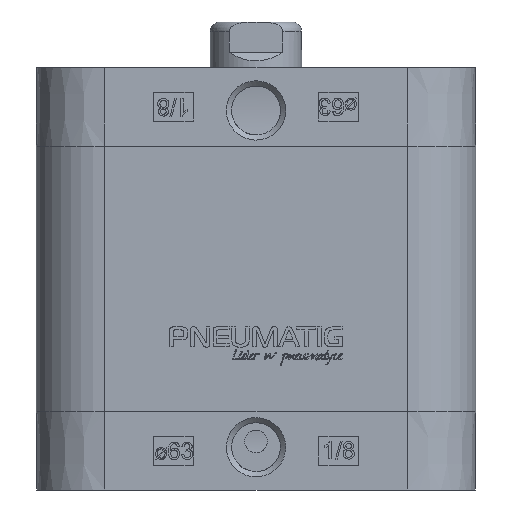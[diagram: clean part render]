
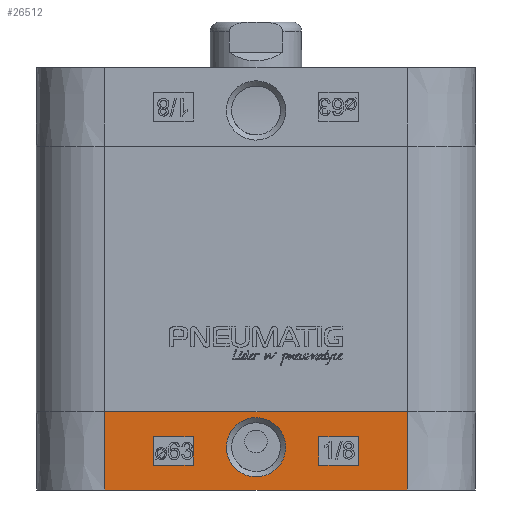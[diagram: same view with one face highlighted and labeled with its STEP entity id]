
A CAD part, left-side view. The second image highlights one B-rep face of the part: STEP entity #26512.
In plain terms, the highlighted planar face has unit normal (-1, 0, -0.009).
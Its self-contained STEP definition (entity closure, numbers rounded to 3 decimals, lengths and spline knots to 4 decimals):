
#1015=B_SPLINE_CURVE_WITH_KNOTS($,3,(#35841,#35842,#35843,#35844,#35845,
#35846,#35847,#35848,#35849,#35850,#35851,#35852,#35853,#35854,#35855,#35856,
#35857,#35858,#35859,#35860,#35861,#35862,#35863,#35864,#35865,#35866,#35867,
#35868,#35869,#35870,#35871,#35872,#35873,#35874,#35875,#35876,#35877,#35878,
#35879,#35880,#35881,#35882,#35883),.UNSPECIFIED.,.T.,.F.,(4,3,3,3,3,3,
3,3,3,3,3,3,3,3,4),(0.,0.2329,0.4472,0.8309,
1.2418,1.4358,1.6823,1.9158,2.1358,
2.5394,2.8835,3.1201,3.3573,3.5846,
3.8175),.UNSPECIFIED.);
#2726=FACE_BOUND($,#8765,.T.);
#2727=FACE_BOUND($,#8766,.T.);
#2728=FACE_BOUND($,#8767,.T.);
#2927=LINE($,#33923,#4996);
#3006=LINE($,#34256,#5075);
#3186=LINE($,#35769,#5255);
#3188=LINE($,#35773,#5257);
#3190=LINE($,#35777,#5259);
#3192=LINE($,#35780,#5261);
#3194=LINE($,#35786,#5263);
#3196=LINE($,#35790,#5265);
#3198=LINE($,#35794,#5267);
#3200=LINE($,#35797,#5269);
#3202=LINE($,#35885,#5271);
#3203=LINE($,#35886,#5272);
#4996=VECTOR($,#29318,5.3);
#5075=VECTOR($,#29581,5.3);
#5255=VECTOR($,#29917,0.5);
#5257=VECTOR($,#29921,0.7);
#5259=VECTOR($,#29925,0.5);
#5261=VECTOR($,#29929,0.7);
#5263=VECTOR($,#29935,0.5);
#5265=VECTOR($,#29939,0.7);
#5267=VECTOR($,#29943,0.5);
#5269=VECTOR($,#29947,0.7);
#5271=VECTOR($,#29953,1.3751);
#5272=VECTOR($,#29954,1.3751);
#7174=FACE_OUTER_BOUND($,#8764,.T.);
#8764=EDGE_LOOP($,(#18542,#18543,#18544,#18545));
#8765=EDGE_LOOP($,(#18546,#18547,#18548,#18549));
#8766=EDGE_LOOP($,(#18550,#18551,#18552,#18553));
#8767=EDGE_LOOP($,(#18554));
#10814=VERTEX_POINT($,#33920);
#10815=VERTEX_POINT($,#33922);
#10914=VERTEX_POINT($,#34253);
#10915=VERTEX_POINT($,#34255);
#11183=VERTEX_POINT($,#35766);
#11184=VERTEX_POINT($,#35768);
#11185=VERTEX_POINT($,#35772);
#11186=VERTEX_POINT($,#35776);
#11187=VERTEX_POINT($,#35783);
#11188=VERTEX_POINT($,#35785);
#11189=VERTEX_POINT($,#35789);
#11190=VERTEX_POINT($,#35793);
#11191=VERTEX_POINT($,#35839);
#13571=EDGE_CURVE($,#10815,#10814,#2927,.T.);
#13695=EDGE_CURVE($,#10915,#10914,#3006,.T.);
#14049=EDGE_CURVE($,#11184,#11183,#3186,.T.);
#14051=EDGE_CURVE($,#11185,#11184,#3188,.T.);
#14053=EDGE_CURVE($,#11186,#11185,#3190,.T.);
#14055=EDGE_CURVE($,#11183,#11186,#3192,.T.);
#14057=EDGE_CURVE($,#11188,#11187,#3194,.T.);
#14059=EDGE_CURVE($,#11189,#11188,#3196,.T.);
#14061=EDGE_CURVE($,#11190,#11189,#3198,.T.);
#14063=EDGE_CURVE($,#11187,#11190,#3200,.T.);
#14065=EDGE_CURVE($,#11191,#11191,#1015,.T.);
#14066=EDGE_CURVE($,#10915,#10814,#3202,.T.);
#14067=EDGE_CURVE($,#10914,#10815,#3203,.T.);
#18542=ORIENTED_EDGE($,*,*,#13571,.T.);
#18543=ORIENTED_EDGE($,*,*,#14066,.F.);
#18544=ORIENTED_EDGE($,*,*,#13695,.T.);
#18545=ORIENTED_EDGE($,*,*,#14067,.T.);
#18546=ORIENTED_EDGE($,*,*,#14049,.T.);
#18547=ORIENTED_EDGE($,*,*,#14055,.T.);
#18548=ORIENTED_EDGE($,*,*,#14053,.T.);
#18549=ORIENTED_EDGE($,*,*,#14051,.T.);
#18550=ORIENTED_EDGE($,*,*,#14057,.T.);
#18551=ORIENTED_EDGE($,*,*,#14063,.T.);
#18552=ORIENTED_EDGE($,*,*,#14061,.T.);
#18553=ORIENTED_EDGE($,*,*,#14059,.T.);
#18554=ORIENTED_EDGE($,*,*,#14065,.F.);
#25916=PLANE($,#28146);
#26512=ADVANCED_FACE($,(#7174,#2726,#2727,#2728),#25916,.T.);
#28146=AXIS2_PLACEMENT_3D($,#35884,#29951,#29952);
#29318=DIRECTION($,(0.,-1.,0.));
#29581=DIRECTION($,(0.,1.,0.));
#29917=DIRECTION($,(-0.009,0.,1.));
#29921=DIRECTION($,(0.,1.,0.));
#29925=DIRECTION($,(0.009,0.,-1.));
#29929=DIRECTION($,(0.,-1.,0.));
#29935=DIRECTION($,(-0.009,0.,1.));
#29939=DIRECTION($,(0.,1.,0.));
#29943=DIRECTION($,(0.009,0.,-1.));
#29947=DIRECTION($,(0.,-1.,0.));
#29951=DIRECTION('center_axis',(-1.,0.,-0.009));
#29952=DIRECTION('ref_axis',(-0.009,0.,
1.));
#29953=DIRECTION($,(0.009,0.,-1.));
#29954=DIRECTION($,(0.009,0.,-1.));
#33920=CARTESIAN_POINT('',(-3.838,-2.65,0.));
#33922=CARTESIAN_POINT('',(-3.838,2.65,0.));
#33923=CARTESIAN_POINT($,(-3.838,2.65,0.));
#34253=CARTESIAN_POINT('',(-3.85,2.65,1.375));
#34255=CARTESIAN_POINT('',(-3.85,-2.65,1.375));
#34256=CARTESIAN_POINT($,(-3.85,-2.65,1.375));
#35766=CARTESIAN_POINT('',(-3.8462,-1.1,0.935));
#35768=CARTESIAN_POINT('',(-3.8418,-1.1,0.435));
#35769=CARTESIAN_POINT($,(-3.8418,-1.1,0.435));
#35772=CARTESIAN_POINT('',(-3.8418,-1.8,0.435));
#35773=CARTESIAN_POINT($,(-3.8418,-1.8,0.435));
#35776=CARTESIAN_POINT('',(-3.8462,-1.8,0.935));
#35777=CARTESIAN_POINT($,(-3.8462,-1.8,0.935));
#35780=CARTESIAN_POINT($,(-3.8462,-1.1,0.935));
#35783=CARTESIAN_POINT('',(-3.8462,1.8,0.935));
#35785=CARTESIAN_POINT('',(-3.8418,1.8,0.435));
#35786=CARTESIAN_POINT($,(-3.8418,1.8,0.435));
#35789=CARTESIAN_POINT('',(-3.8418,1.1,0.435));
#35790=CARTESIAN_POINT($,(-3.8418,1.1,0.435));
#35793=CARTESIAN_POINT('',(-3.8462,1.1,0.935));
#35794=CARTESIAN_POINT($,(-3.8462,1.1,0.935));
#35797=CARTESIAN_POINT($,(-3.8462,1.8,0.935));
#35839=CARTESIAN_POINT('',(-3.8491,-0.0001,1.2687));
#35841=CARTESIAN_POINT('Ctrl Pts',(-3.84,-0.0003,
0.2306));
#35842=CARTESIAN_POINT('Ctrl Pts',(-3.84,-0.0779,
0.2305));
#35843=CARTESIAN_POINT('Ctrl Pts',(-3.8402,-0.1577,
0.248));
#35844=CARTESIAN_POINT('Ctrl Pts',(-3.8405,-0.2256,
0.2807));
#35845=CARTESIAN_POINT('Ctrl Pts',(-3.8407,-0.2881,
0.3108));
#35846=CARTESIAN_POINT('Ctrl Pts',(-3.841,-0.3344,
0.3486));
#35847=CARTESIAN_POINT('Ctrl Pts',(-3.8414,-0.3713,
0.3869));
#35848=CARTESIAN_POINT('Ctrl Pts',(-3.842,-0.4373,
0.4553));
#35849=CARTESIAN_POINT('Ctrl Pts',(-3.8427,-0.4855,
0.5424));
#35850=CARTESIAN_POINT('Ctrl Pts',(-3.8435,-0.5064,
0.6336));
#35851=CARTESIAN_POINT('Ctrl Pts',(-3.8444,-0.5287,
0.7313));
#35852=CARTESIAN_POINT('Ctrl Pts',(-3.8453,-0.5207,
0.8378));
#35853=CARTESIAN_POINT('Ctrl Pts',(-3.8461,-0.4851,
0.9335));
#35854=CARTESIAN_POINT('Ctrl Pts',(-3.8465,-0.4683,
0.9786));
#35855=CARTESIAN_POINT('Ctrl Pts',(-3.847,-0.4438,
1.0265));
#35856=CARTESIAN_POINT('Ctrl Pts',(-3.8474,-0.4066,
1.0732));
#35857=CARTESIAN_POINT('Ctrl Pts',(-3.8479,-0.3593,
1.1325));
#35858=CARTESIAN_POINT('Ctrl Pts',(-3.8483,-0.2926,
1.1849));
#35859=CARTESIAN_POINT('Ctrl Pts',(-3.8486,-0.2201,
1.2188));
#35860=CARTESIAN_POINT('Ctrl Pts',(-3.8489,-0.1515,
1.2509));
#35861=CARTESIAN_POINT('Ctrl Pts',(-3.8491,-0.074,
1.2687));
#35862=CARTESIAN_POINT('Ctrl Pts',(-3.8491,-0.0001,
1.2687));
#35863=CARTESIAN_POINT('Ctrl Pts',(-3.8491,0.0696,
1.2687));
#35864=CARTESIAN_POINT('Ctrl Pts',(-3.8489,0.1282,
1.2545));
#35865=CARTESIAN_POINT('Ctrl Pts',(-3.8488,0.1766,
1.2367));
#35866=CARTESIAN_POINT('Ctrl Pts',(-3.8485,0.2655,1.2041));
#35867=CARTESIAN_POINT('Ctrl Pts',(-3.848,0.3454,
1.1492));
#35868=CARTESIAN_POINT('Ctrl Pts',(-3.8474,0.4062,
1.0731));
#35869=CARTESIAN_POINT('Ctrl Pts',(-3.8468,0.4581,
1.0081));
#35870=CARTESIAN_POINT('Ctrl Pts',(-3.846,0.4974,
0.9215));
#35871=CARTESIAN_POINT('Ctrl Pts',(-3.8453,0.5122,
0.8321));
#35872=CARTESIAN_POINT('Ctrl Pts',(-3.8447,0.5224,
0.7707));
#35873=CARTESIAN_POINT('Ctrl Pts',(-3.8442,0.5237,
0.7065));
#35874=CARTESIAN_POINT('Ctrl Pts',(-3.8435,0.5071,0.6336));
#35875=CARTESIAN_POINT('Ctrl Pts',(-3.8429,0.4904,
0.5606));
#35876=CARTESIAN_POINT('Ctrl Pts',(-3.8422,0.4533,
0.4847));
#35877=CARTESIAN_POINT('Ctrl Pts',(-3.8417,0.4031,
0.4229));
#35878=CARTESIAN_POINT('Ctrl Pts',(-3.8412,0.355,
0.3637));
#35879=CARTESIAN_POINT('Ctrl Pts',(-3.8407,0.2941,
0.3144));
#35880=CARTESIAN_POINT('Ctrl Pts',(-3.8405,0.2254,
0.2813));
#35881=CARTESIAN_POINT('Ctrl Pts',(-3.8402,0.1549,
0.2473));
#35882=CARTESIAN_POINT('Ctrl Pts',(-3.84,0.0773,
0.2307));
#35883=CARTESIAN_POINT('Ctrl Pts',(-3.84,-0.0003,
0.2306));
#35884=CARTESIAN_POINT('Origin',(-3.85,0.,1.375));
#35885=CARTESIAN_POINT($,(-3.85,-2.65,1.375));
#35886=CARTESIAN_POINT($,(-3.85,2.65,1.375));
